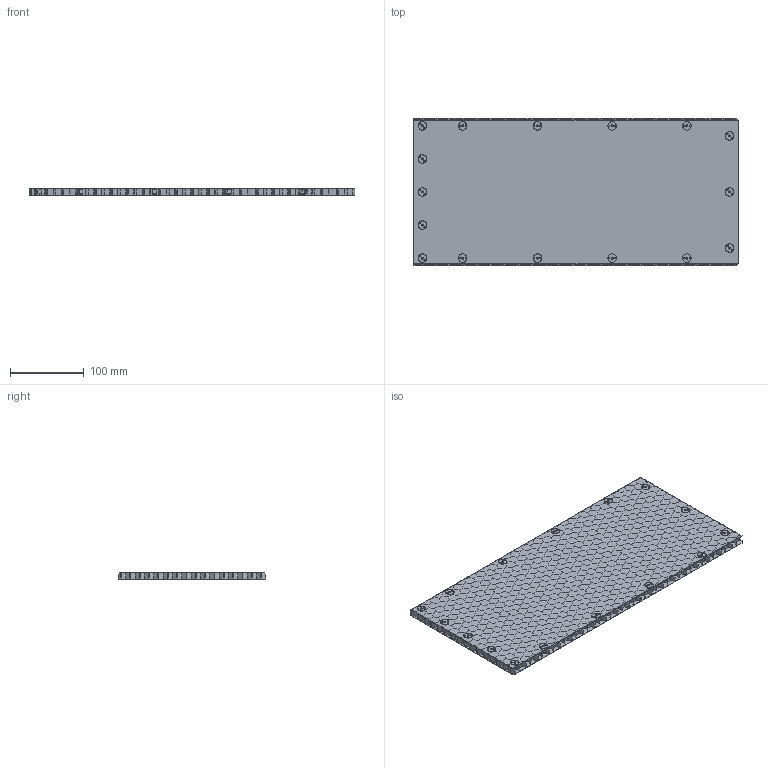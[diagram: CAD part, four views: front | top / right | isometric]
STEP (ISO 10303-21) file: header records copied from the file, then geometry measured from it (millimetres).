
FILE_DESCRIPTION (( 'STEP AP203' ), '1' );
FILE_NAME ('GPE-011-B.STEP', '2023-12-14T22:53:11', ( '' ), ( '' ), 'SwSTEP 2.0', 'SolidWorks 2017', '' );
FILE_SCHEMA (( 'CONFIG_CONTROL_DESIGN' ));
Length unit declared in the file: inch
Products named in the file (4): Copy of EPOXY^GPE-011; GPE-011; NAS1836_NAS1836C06-10; GPE-011-B
Assembly tree (33 placements, depth 2):
  GPE-011-B
    GPE-011
    NAS1836_NAS1836C06-10  x16
    Copy of EPOXY^GPE-011  x16
Bounding box: 443.18 x 200.2 x 9.53 mm (x, y, z)
Volume: 109664.4 mm3; surface area: 593558.1 mm2
Topology: 33 solids, 552 shells, 5775 faces, 13987 edges, 9324 vertices
Faces by surface type: plane 5487, cylinder 288
Entity records: 153719 total; most frequent: CARTESIAN_POINT 27037, ORIENTED_EDGE 25994, DIRECTION 23963, EDGE_CURVE 12997, VECTOR 12783, LINE 12783, VERTEX_POINT 8664, AXIS2_PLACEMENT_3D 5590
